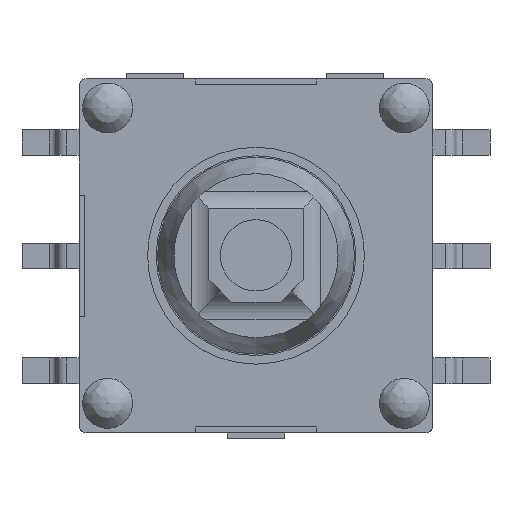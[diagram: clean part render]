
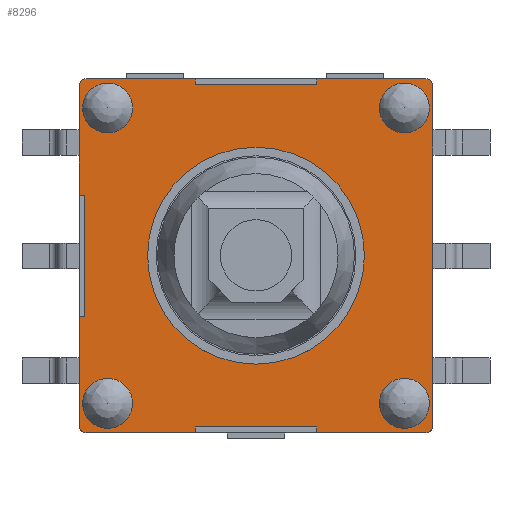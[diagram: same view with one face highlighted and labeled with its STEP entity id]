
A CAD part, top view. The second image highlights one B-rep face of the part: STEP entity #8296.
In plain terms, the highlighted planar face has unit normal (0, 0, 1).
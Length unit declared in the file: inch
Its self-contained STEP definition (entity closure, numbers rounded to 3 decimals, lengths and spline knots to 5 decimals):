
#151=FACE_BOUND('',#1112,.T.);
#152=FACE_BOUND('',#1113,.T.);
#153=FACE_BOUND('',#1114,.T.);
#154=FACE_BOUND('',#1115,.T.);
#155=FACE_BOUND('',#1116,.T.);
#647=FACE_OUTER_BOUND('',#1111,.T.);
#1111=EDGE_LOOP('',(#7367,#7368,#7369,#7370,#7371,#7372,#7373,#7374,#7375,
#7376,#7377,#7378,#7379,#7380,#7381,#7382,#7383,#7384,#7385,#7386));
#1112=EDGE_LOOP('',(#7387));
#1113=EDGE_LOOP('',(#7388));
#1114=EDGE_LOOP('',(#7389));
#1115=EDGE_LOOP('',(#7390));
#1116=EDGE_LOOP('',(#7391));
#1792=LINE('',#12960,#2724);
#1799=LINE('',#12975,#2731);
#1803=LINE('',#12983,#2735);
#2017=LINE('',#13456,#2949);
#2021=LINE('',#13463,#2953);
#2024=LINE('',#13478,#2956);
#2028=LINE('',#13485,#2960);
#2034=LINE('',#13500,#2966);
#2035=LINE('',#13502,#2967);
#2036=LINE('',#13503,#2968);
#2037=LINE('',#13505,#2969);
#2038=LINE('',#13507,#2970);
#2039=LINE('',#13508,#2971);
#2040=LINE('',#13510,#2972);
#2041=LINE('',#13512,#2973);
#2042=LINE('',#13513,#2974);
#2724=VECTOR('',#10594,0.4685);
#2731=VECTOR('',#10605,0.15059);
#2735=VECTOR('',#10609,0.15059);
#2949=VECTOR('',#11063,0.15059);
#2953=VECTOR('',#11067,0.15059);
#2956=VECTOR('',#11084,0.15059);
#2960=VECTOR('',#11088,0.15059);
#2966=VECTOR('',#11106,0.00787);
#2967=VECTOR('',#11107,0.16732);
#2968=VECTOR('',#11108,0.00787);
#2969=VECTOR('',#11109,0.00787);
#2970=VECTOR('',#11110,0.16732);
#2971=VECTOR('',#11111,0.00787);
#2972=VECTOR('',#11112,0.00787);
#2973=VECTOR('',#11113,0.16732);
#2974=VECTOR('',#11114,0.00787);
#3229=CIRCLE('',#8946,0.00984);
#3231=CIRCLE('',#8950,0.00984);
#3233=CIRCLE('',#8953,0.00984);
#3235=CIRCLE('',#8958,0.00984);
#3236=CIRCLE('',#8961,0.03445);
#3237=CIRCLE('',#8962,0.03445);
#3238=CIRCLE('',#8963,0.03445);
#3239=CIRCLE('',#8964,0.03445);
#3240=CIRCLE('',#8965,0.14961);
#3818=VERTEX_POINT('',#12954);
#3820=VERTEX_POINT('',#12958);
#3824=VERTEX_POINT('',#12971);
#3826=VERTEX_POINT('',#12974);
#3829=VERTEX_POINT('',#12980);
#3830=VERTEX_POINT('',#12982);
#3965=VERTEX_POINT('',#13443);
#3968=VERTEX_POINT('',#13450);
#3969=VERTEX_POINT('',#13455);
#3972=VERTEX_POINT('',#13461);
#3974=VERTEX_POINT('',#13470);
#3975=VERTEX_POINT('',#13474);
#3977=VERTEX_POINT('',#13477);
#3980=VERTEX_POINT('',#13483);
#3983=VERTEX_POINT('',#13499);
#3984=VERTEX_POINT('',#13501);
#3985=VERTEX_POINT('',#13504);
#3986=VERTEX_POINT('',#13506);
#3987=VERTEX_POINT('',#13509);
#3988=VERTEX_POINT('',#13511);
#3989=VERTEX_POINT('',#13514);
#3990=VERTEX_POINT('',#13516);
#3991=VERTEX_POINT('',#13518);
#3992=VERTEX_POINT('',#13520);
#3993=VERTEX_POINT('',#13522);
#4858=EDGE_CURVE('',#3820,#3818,#1792,.T.);
#4865=EDGE_CURVE('',#3824,#3826,#1799,.T.);
#4869=EDGE_CURVE('',#3829,#3830,#1803,.T.);
#5098=EDGE_CURVE('',#3830,#3965,#3229,.T.);
#5103=EDGE_CURVE('',#3965,#3969,#2017,.T.);
#5107=EDGE_CURVE('',#3972,#3968,#2021,.T.);
#5109=EDGE_CURVE('',#3968,#3820,#3231,.T.);
#5112=EDGE_CURVE('',#3974,#3824,#3233,.T.);
#5114=EDGE_CURVE('',#3975,#3977,#2024,.T.);
#5118=EDGE_CURVE('',#3980,#3974,#2028,.T.);
#5122=EDGE_CURVE('',#3818,#3975,#3235,.T.);
#5126=EDGE_CURVE('',#3972,#3983,#2034,.T.);
#5127=EDGE_CURVE('',#3983,#3984,#2035,.T.);
#5128=EDGE_CURVE('',#3984,#3969,#2036,.T.);
#5129=EDGE_CURVE('',#3829,#3985,#2037,.T.);
#5130=EDGE_CURVE('',#3985,#3986,#2038,.T.);
#5131=EDGE_CURVE('',#3986,#3826,#2039,.T.);
#5132=EDGE_CURVE('',#3980,#3987,#2040,.T.);
#5133=EDGE_CURVE('',#3987,#3988,#2041,.T.);
#5134=EDGE_CURVE('',#3988,#3977,#2042,.T.);
#5135=EDGE_CURVE('',#3989,#3989,#3236,.T.);
#5136=EDGE_CURVE('',#3990,#3990,#3237,.T.);
#5137=EDGE_CURVE('',#3991,#3991,#3238,.T.);
#5138=EDGE_CURVE('',#3992,#3992,#3239,.T.);
#5139=EDGE_CURVE('',#3993,#3993,#3240,.T.);
#7367=ORIENTED_EDGE('',*,*,#4858,.F.);
#7368=ORIENTED_EDGE('',*,*,#5109,.F.);
#7369=ORIENTED_EDGE('',*,*,#5107,.F.);
#7370=ORIENTED_EDGE('',*,*,#5126,.T.);
#7371=ORIENTED_EDGE('',*,*,#5127,.T.);
#7372=ORIENTED_EDGE('',*,*,#5128,.T.);
#7373=ORIENTED_EDGE('',*,*,#5103,.F.);
#7374=ORIENTED_EDGE('',*,*,#5098,.F.);
#7375=ORIENTED_EDGE('',*,*,#4869,.F.);
#7376=ORIENTED_EDGE('',*,*,#5129,.T.);
#7377=ORIENTED_EDGE('',*,*,#5130,.T.);
#7378=ORIENTED_EDGE('',*,*,#5131,.T.);
#7379=ORIENTED_EDGE('',*,*,#4865,.F.);
#7380=ORIENTED_EDGE('',*,*,#5112,.F.);
#7381=ORIENTED_EDGE('',*,*,#5118,.F.);
#7382=ORIENTED_EDGE('',*,*,#5132,.T.);
#7383=ORIENTED_EDGE('',*,*,#5133,.T.);
#7384=ORIENTED_EDGE('',*,*,#5134,.T.);
#7385=ORIENTED_EDGE('',*,*,#5114,.F.);
#7386=ORIENTED_EDGE('',*,*,#5122,.F.);
#7387=ORIENTED_EDGE('',*,*,#5135,.T.);
#7388=ORIENTED_EDGE('',*,*,#5136,.T.);
#7389=ORIENTED_EDGE('',*,*,#5137,.T.);
#7390=ORIENTED_EDGE('',*,*,#5138,.T.);
#7391=ORIENTED_EDGE('',*,*,#5139,.T.);
#7875=PLANE('',#8960);
#8296=ADVANCED_FACE('',(#647,#151,#152,#153,#154,#155),#7875,.T.);
#8946=AXIS2_PLACEMENT_3D('',#13447,#11055,#11056);
#8950=AXIS2_PLACEMENT_3D('',#13466,#11072,#11073);
#8953=AXIS2_PLACEMENT_3D('',#13472,#11079,#11080);
#8958=AXIS2_PLACEMENT_3D('',#13491,#11097,#11098);
#8960=AXIS2_PLACEMENT_3D('',#13498,#11104,#11105);
#8961=AXIS2_PLACEMENT_3D('',#13515,#11115,#11116);
#8962=AXIS2_PLACEMENT_3D('',#13517,#11117,#11118);
#8963=AXIS2_PLACEMENT_3D('',#13519,#11119,#11120);
#8964=AXIS2_PLACEMENT_3D('',#13521,#11121,#11122);
#8965=AXIS2_PLACEMENT_3D('',#13523,#11123,#11124);
#10594=DIRECTION('',(0.,-1.,0.));
#10605=DIRECTION('',(0.,1.,0.));
#10609=DIRECTION('',(0.,1.,0.));
#11055=DIRECTION('center_axis',(0.,0.,-1.));
#11056=DIRECTION('ref_axis',(-0.707,0.707,0.));
#11063=DIRECTION('',(1.,0.,0.));
#11067=DIRECTION('',(1.,0.,0.));
#11072=DIRECTION('center_axis',(0.,0.,-1.));
#11073=DIRECTION('ref_axis',(0.707,0.707,0.));
#11079=DIRECTION('center_axis',(0.,0.,-1.));
#11080=DIRECTION('ref_axis',(-0.707,-0.707,0.));
#11084=DIRECTION('',(-1.,0.,0.));
#11088=DIRECTION('',(-1.,0.,0.));
#11097=DIRECTION('center_axis',(0.,0.,-1.));
#11098=DIRECTION('ref_axis',(0.707,-0.707,0.));
#11104=DIRECTION('center_axis',(0.,0.,1.));
#11105=DIRECTION('ref_axis',(1.,0.,0.));
#11106=DIRECTION('',(0.,-1.,0.));
#11107=DIRECTION('',(-1.,0.,0.));
#11108=DIRECTION('',(0.,1.,0.));
#11109=DIRECTION('',(1.,0.,0.));
#11110=DIRECTION('',(0.,-1.,0.));
#11111=DIRECTION('',(-1.,0.,0.));
#11112=DIRECTION('',(0.,1.,0.));
#11113=DIRECTION('',(1.,0.,0.));
#11114=DIRECTION('',(0.,-1.,0.));
#11115=DIRECTION('center_axis',(0.,0.,-1.));
#11116=DIRECTION('ref_axis',(-1.,0.,0.));
#11117=DIRECTION('center_axis',(0.,0.,-1.));
#11118=DIRECTION('ref_axis',(-1.,0.,0.));
#11119=DIRECTION('center_axis',(0.,0.,-1.));
#11120=DIRECTION('ref_axis',(-1.,0.,0.));
#11121=DIRECTION('center_axis',(0.,0.,-1.));
#11122=DIRECTION('ref_axis',(-1.,0.,0.));
#11123=DIRECTION('center_axis',(0.,0.,-1.));
#11124=DIRECTION('ref_axis',(0.,-1.,0.));
#12954=CARTESIAN_POINT('',(0.24409,-0.23425,0.20402));
#12958=CARTESIAN_POINT('',(0.24409,0.23425,0.20402));
#12960=CARTESIAN_POINT('',(0.24409,0.23425,0.20402));
#12971=CARTESIAN_POINT('',(-0.24409,-0.23425,0.20402));
#12974=CARTESIAN_POINT('',(-0.24409,-0.08366,0.20402));
#12975=CARTESIAN_POINT('',(-0.24409,-0.23425,0.20402));
#12980=CARTESIAN_POINT('',(-0.24409,0.08366,0.20402));
#12982=CARTESIAN_POINT('',(-0.24409,0.23425,0.20402));
#12983=CARTESIAN_POINT('',(-0.24409,0.08366,0.20402));
#13443=CARTESIAN_POINT('',(-0.23425,0.24409,0.20402));
#13447=CARTESIAN_POINT('Origin',(-0.23425,0.23425,0.20402));
#13450=CARTESIAN_POINT('',(0.23425,0.24409,0.20402));
#13455=CARTESIAN_POINT('',(-0.08366,0.24409,0.20402));
#13456=CARTESIAN_POINT('',(-0.23425,0.24409,0.20402));
#13461=CARTESIAN_POINT('',(0.08366,0.24409,0.20402));
#13463=CARTESIAN_POINT('',(0.08366,0.24409,0.20402));
#13466=CARTESIAN_POINT('Origin',(0.23425,0.23425,0.20402));
#13470=CARTESIAN_POINT('',(-0.23425,-0.24409,0.20402));
#13472=CARTESIAN_POINT('Origin',(-0.23425,-0.23425,
0.20402));
#13474=CARTESIAN_POINT('',(0.23425,-0.24409,0.20402));
#13477=CARTESIAN_POINT('',(0.08366,-0.24409,0.20402));
#13478=CARTESIAN_POINT('',(0.23425,-0.24409,0.20402));
#13483=CARTESIAN_POINT('',(-0.08366,-0.24409,0.20402));
#13485=CARTESIAN_POINT('',(-0.08366,-0.24409,0.20402));
#13491=CARTESIAN_POINT('Origin',(0.23425,-0.23425,0.20402));
#13498=CARTESIAN_POINT('Origin',(-0.2685,-0.2685,
0.20402));
#13499=CARTESIAN_POINT('',(0.08366,0.23622,0.20402));
#13500=CARTESIAN_POINT('',(0.08366,0.24409,0.20402));
#13501=CARTESIAN_POINT('',(-0.08366,0.23622,0.20402));
#13502=CARTESIAN_POINT('',(0.08366,0.23622,0.20402));
#13503=CARTESIAN_POINT('',(-0.08366,0.23622,0.20402));
#13504=CARTESIAN_POINT('',(-0.23622,0.08366,0.20402));
#13505=CARTESIAN_POINT('',(-0.24409,0.08366,0.20402));
#13506=CARTESIAN_POINT('',(-0.23622,-0.08366,0.20402));
#13507=CARTESIAN_POINT('',(-0.23622,0.08366,0.20402));
#13508=CARTESIAN_POINT('',(-0.23622,-0.08366,0.20402));
#13509=CARTESIAN_POINT('',(-0.08366,-0.23622,0.20402));
#13510=CARTESIAN_POINT('',(-0.08366,-0.24409,0.20402));
#13511=CARTESIAN_POINT('',(0.08366,-0.23622,0.20402));
#13512=CARTESIAN_POINT('',(-0.08366,-0.23622,0.20402));
#13513=CARTESIAN_POINT('',(0.08366,-0.23622,0.20402));
#13514=CARTESIAN_POINT('',(0.17028,-0.20374,0.20402));
#13515=CARTESIAN_POINT('Origin',(0.20472,-0.20374,0.20402));
#13516=CARTESIAN_POINT('',(-0.23917,-0.20374,0.20402));
#13517=CARTESIAN_POINT('Origin',(-0.20472,-0.20374,
0.20402));
#13518=CARTESIAN_POINT('',(0.17028,0.20374,0.20402));
#13519=CARTESIAN_POINT('Origin',(0.20472,0.20374,0.20402));
#13520=CARTESIAN_POINT('',(-0.23917,0.20374,0.20402));
#13521=CARTESIAN_POINT('Origin',(-0.20472,0.20374,0.20402));
#13522=CARTESIAN_POINT('',(0.,0.14961,0.20402));
#13523=CARTESIAN_POINT('Origin',(0.,0.,
0.20402));
